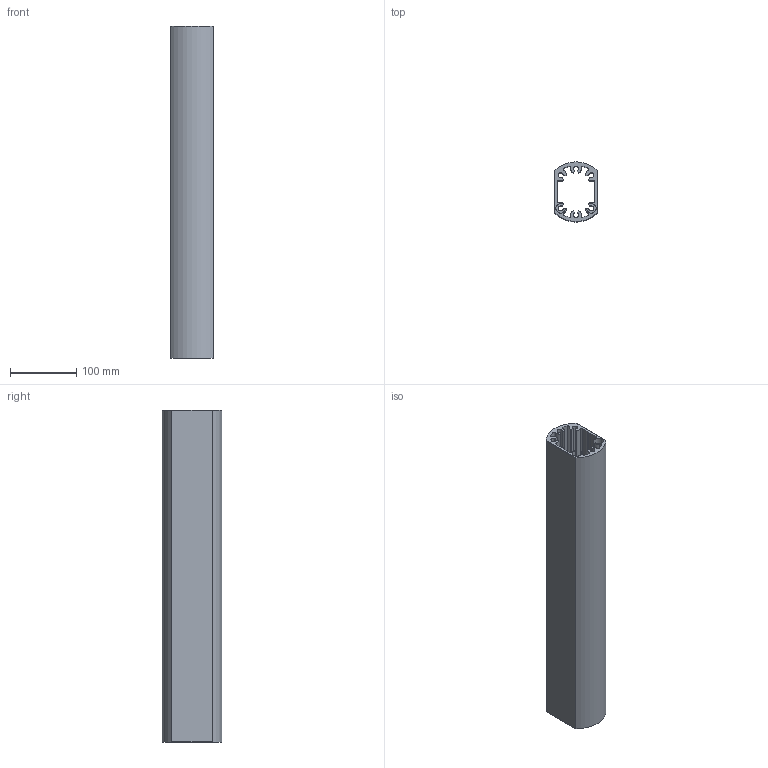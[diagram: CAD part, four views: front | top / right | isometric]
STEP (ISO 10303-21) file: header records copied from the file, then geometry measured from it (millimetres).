
FILE_DESCRIPTION (( 'STEP AP214' ), '1' );
FILE_NAME ('494720010.STEP', '2024-02-05T13:41:18', ( '' ), ( '' ), 'SwSTEP 2.0', 'SolidWorks 2020', '' );
FILE_SCHEMA (( 'AUTOMOTIVE_DESIGN' ));
Length unit declared in the file: millimetre
Products named in the file (2): 494720010; 11090
Assembly tree (1 placements, depth 2):
  494720010
    11090
Bounding box: 65 x 90 x 500 mm (x, y, z)
Volume: 941123.7 mm3; surface area: 343893.9 mm2
Topology: 1 solids, 1 shells, 96 faces, 282 edges, 188 vertices
Faces by surface type: cylinder 74, plane 22
Entity records: 3336 total; most frequent: CARTESIAN_POINT 618, DIRECTION 606, ORIENTED_EDGE 564, EDGE_CURVE 282, AXIS2_PLACEMENT_3D 240, VERTEX_POINT 188, CIRCLE 140, LINE 126
